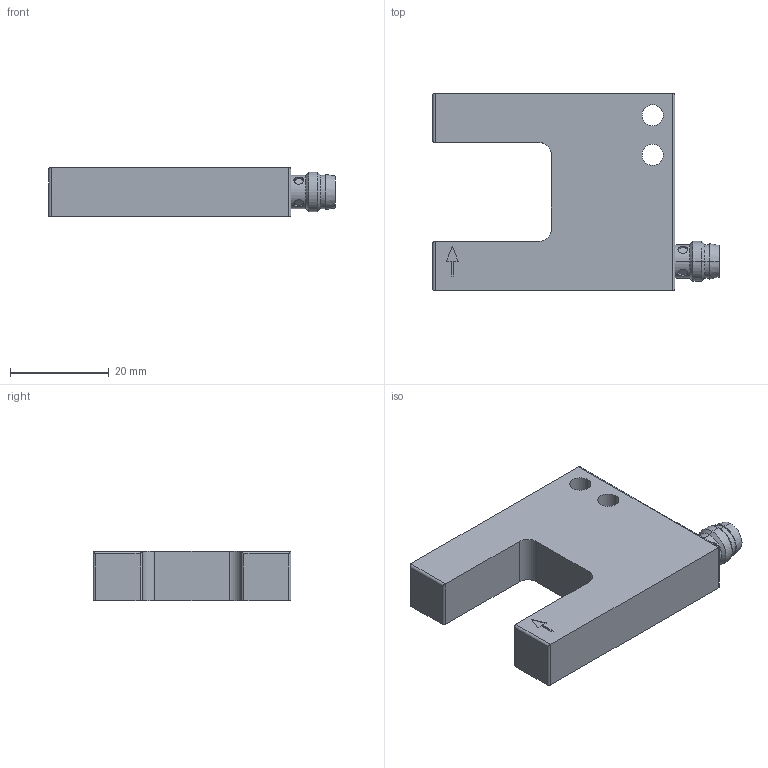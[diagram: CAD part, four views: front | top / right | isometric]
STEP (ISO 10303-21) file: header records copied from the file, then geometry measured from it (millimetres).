
FILE_DESCRIPTION (( 'STEP AP214' ), '1' );
FILE_NAME ('PSUR-0P-3F.STEP', '2016-07-18T16:59:10', ( '' ), ( '' ), 'SwSTEP 2.0', 'SolidWorks 2016', '' );
FILE_SCHEMA (( 'AUTOMOTIVE_DESIGN' ));
Length unit declared in the file: inch
Products named in the file (1): PSUR-0P-3F
Bounding box: 58 x 40 x 10 mm (x, y, z)
Volume: 14734 mm3; surface area: 5721.9 mm2
Topology: 1 solids, 1 shells, 84 faces, 190 edges, 122 vertices
Faces by surface type: cylinder 43, plane 35, cone 6
Entity records: 2520 total; most frequent: CARTESIAN_POINT 551, DIRECTION 416, ORIENTED_EDGE 380, EDGE_CURVE 190, AXIS2_PLACEMENT_3D 155, VERTEX_POINT 122, VECTOR 106, LINE 106
